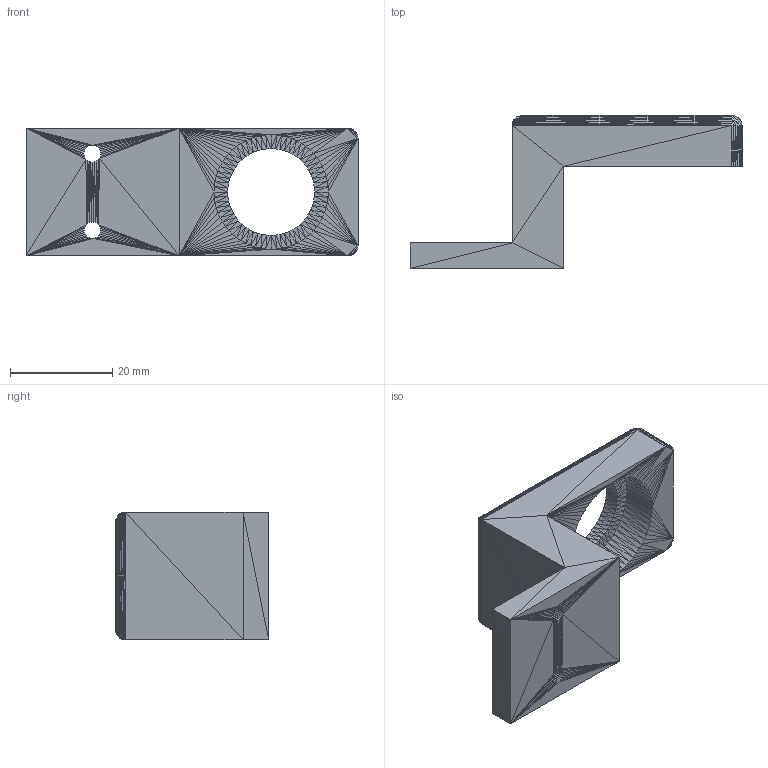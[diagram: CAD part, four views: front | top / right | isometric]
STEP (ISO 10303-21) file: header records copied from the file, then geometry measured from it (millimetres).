
FILE_DESCRIPTION((''),'2;1');
FILE_NAME('y_guide v2', '2025-02-06T18:29:45', (''), (''), 'ImageToStl.com STEP Converter','', '');
FILE_SCHEMA(('AUTOMOTIVE_DESIGN_CC2'));
Length unit declared in the file: metre
Products named in the file (1): product0
Bounding box: 65 x 30 x 25 mm (x, y, z)
Surface area: 6376.2 mm2 (no closed solid volume)
Topology: 0 solids, 1252 shells, 1252 faces, 3756 edges, 622 vertices
Faces by surface type: plane 1252
Entity records: 28823 total; most frequent: DIRECTION 6262, ORIENTED_EDGE 3756, EDGE_CURVE 3756, LINE 3756, VECTOR 3756, AXIS2_PLACEMENT_3D 1253, FACE_SURFACE 1252, PLANE 1252
